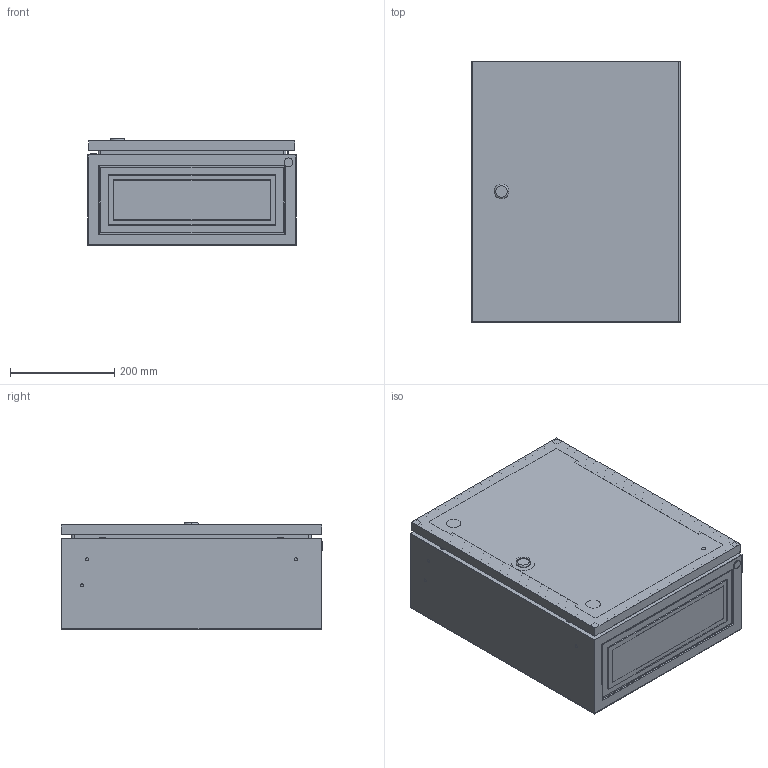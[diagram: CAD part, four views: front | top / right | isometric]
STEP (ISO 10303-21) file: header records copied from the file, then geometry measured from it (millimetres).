
FILE_DESCRIPTION (( 'STEP AP214' ), '1' );
FILE_NAME ('TI5-10-N-050-040-020-66.STEP', '2023-05-10T04:45:02', ( '' ), ( '' ), 'SwSTEP 2.0', 'SolidWorks 2022', '' );
FILE_SCHEMA (( 'AUTOMOTIVE_DESIGN' ));
Length unit declared in the file: millimetre
Products named in the file (5): Дверь_500x400; Оболочка_500х400х200; TI5-10-N-050-040-020-66; Крышка_350х125; Панель_500х400
Assembly tree (4 placements, depth 2):
  TI5-10-N-050-040-020-66
    Оболочка_500х400х200
    Дверь_500x400
    Крышка_350х125
    Панель_500х400
Bounding box: 400 x 502 x 204.1 mm (x, y, z)
Volume: 1608105 mm3; surface area: 2128094.9 mm2
Topology: 4 solids, 4 shells, 377 faces, 932 edges, 603 vertices
Faces by surface type: plane 229, cylinder 130, torus 10, cone 8
Entity records: 11810 total; most frequent: CARTESIAN_POINT 2315, DIRECTION 1966, ORIENTED_EDGE 1864, EDGE_CURVE 932, AXIS2_PLACEMENT_3D 662, VECTOR 642, LINE 642, VERTEX_POINT 603
